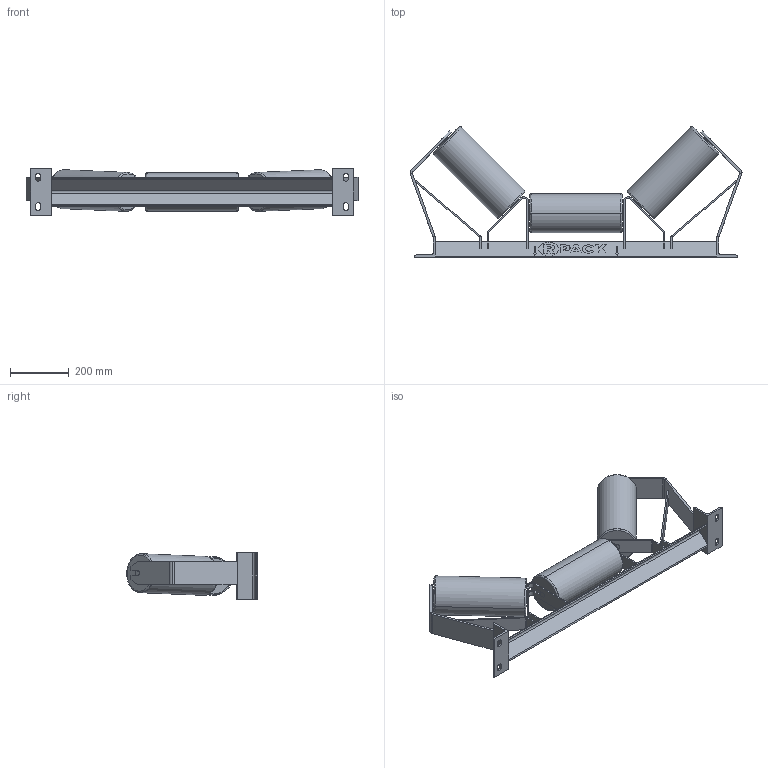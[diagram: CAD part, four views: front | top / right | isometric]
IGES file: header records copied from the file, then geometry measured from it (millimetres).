
Start section: SolidWorks IGES file using analytic representation for surfaces
Global section: file name: SUPPORT SRC 53301 E150 B800 45° axe Ø20 Rouleau Ø133 avec pincement.igs; native system: SolidWorks 2019; preprocessor: SolidWorks 2019; author: guillaume; date: 200228.104716; units: millimetre
Bounding box: 1132.87 x 445.34 x 160 mm (x, y, z)
Volume: 2047609.6 mm3; surface area: 1629376.9 mm2
Topology: 9 solids, 15 shells, 371 faces, 920 edges, 588 vertices
Faces by surface type: plane 257, revolution 97, bspline 17
